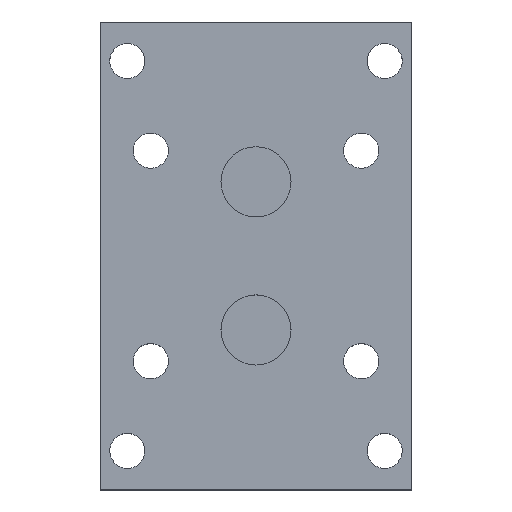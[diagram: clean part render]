
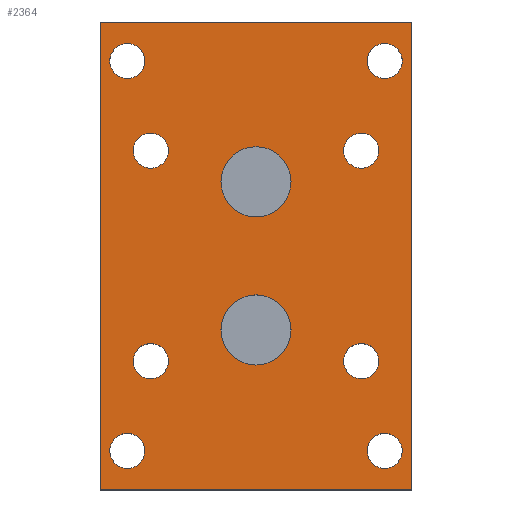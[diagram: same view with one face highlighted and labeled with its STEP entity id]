
A CAD part, top view. The second image highlights one B-rep face of the part: STEP entity #2364.
In plain terms, the highlighted planar face has unit normal (0, 0, 1).
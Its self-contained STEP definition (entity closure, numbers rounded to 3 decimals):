
#42=CIRCLE('',#2458,4.5);
#43=CIRCLE('',#2460,4.5);
#44=CIRCLE('',#2462,4.5);
#45=CIRCLE('',#2464,4.5);
#46=CIRCLE('',#2466,4.5);
#49=CIRCLE('',#2473,4.5);
#50=CIRCLE('',#2474,4.5);
#51=CIRCLE('',#2475,4.5);
#52=CIRCLE('',#2476,9.);
#53=CIRCLE('',#2477,9.);
#93=FACE_BOUND('',#524,.T.);
#94=FACE_BOUND('',#525,.T.);
#95=FACE_BOUND('',#526,.T.);
#96=FACE_BOUND('',#527,.T.);
#97=FACE_BOUND('',#528,.T.);
#98=FACE_BOUND('',#529,.T.);
#99=FACE_BOUND('',#530,.T.);
#100=FACE_BOUND('',#531,.T.);
#101=FACE_BOUND('',#532,.T.);
#102=FACE_BOUND('',#533,.T.);
#248=PLANE('',#2472);
#367=FACE_OUTER_BOUND('',#523,.T.);
#523=EDGE_LOOP('',(#2149,#2150,#2151,#2152));
#524=EDGE_LOOP('',(#2153));
#525=EDGE_LOOP('',(#2154));
#526=EDGE_LOOP('',(#2155));
#527=EDGE_LOOP('',(#2156));
#528=EDGE_LOOP('',(#2157));
#529=EDGE_LOOP('',(#2158));
#530=EDGE_LOOP('',(#2159));
#531=EDGE_LOOP('',(#2160));
#532=EDGE_LOOP('',(#2161));
#533=EDGE_LOOP('',(#2162));
#763=LINE('',#4106,#958);
#764=LINE('',#4108,#959);
#765=LINE('',#4110,#960);
#766=LINE('',#4111,#961);
#958=VECTOR('',#2868,80.);
#959=VECTOR('',#2869,120.);
#960=VECTOR('',#2870,80.);
#961=VECTOR('',#2871,120.);
#1242=VERTEX_POINT('',#4082);
#1243=VERTEX_POINT('',#4085);
#1244=VERTEX_POINT('',#4088);
#1245=VERTEX_POINT('',#4091);
#1246=VERTEX_POINT('',#4094);
#1249=VERTEX_POINT('',#4104);
#1250=VERTEX_POINT('',#4105);
#1251=VERTEX_POINT('',#4107);
#1252=VERTEX_POINT('',#4109);
#1253=VERTEX_POINT('',#4112);
#1254=VERTEX_POINT('',#4114);
#1255=VERTEX_POINT('',#4116);
#1256=VERTEX_POINT('',#4118);
#1257=VERTEX_POINT('',#4120);
#1553=EDGE_CURVE('',#1242,#1242,#42,.T.);
#1554=EDGE_CURVE('',#1243,#1243,#43,.T.);
#1555=EDGE_CURVE('',#1244,#1244,#44,.T.);
#1556=EDGE_CURVE('',#1245,#1245,#45,.T.);
#1557=EDGE_CURVE('',#1246,#1246,#46,.T.);
#1560=EDGE_CURVE('',#1249,#1250,#763,.T.);
#1561=EDGE_CURVE('',#1250,#1251,#764,.T.);
#1562=EDGE_CURVE('',#1251,#1252,#765,.T.);
#1563=EDGE_CURVE('',#1252,#1249,#766,.T.);
#1564=EDGE_CURVE('',#1253,#1253,#49,.T.);
#1565=EDGE_CURVE('',#1254,#1254,#50,.T.);
#1566=EDGE_CURVE('',#1255,#1255,#51,.T.);
#1567=EDGE_CURVE('',#1256,#1256,#52,.T.);
#1568=EDGE_CURVE('',#1257,#1257,#53,.T.);
#2149=ORIENTED_EDGE('',*,*,#1560,.T.);
#2150=ORIENTED_EDGE('',*,*,#1561,.T.);
#2151=ORIENTED_EDGE('',*,*,#1562,.T.);
#2152=ORIENTED_EDGE('',*,*,#1563,.T.);
#2153=ORIENTED_EDGE('',*,*,#1553,.T.);
#2154=ORIENTED_EDGE('',*,*,#1554,.T.);
#2155=ORIENTED_EDGE('',*,*,#1555,.T.);
#2156=ORIENTED_EDGE('',*,*,#1556,.T.);
#2157=ORIENTED_EDGE('',*,*,#1557,.T.);
#2158=ORIENTED_EDGE('',*,*,#1564,.T.);
#2159=ORIENTED_EDGE('',*,*,#1565,.T.);
#2160=ORIENTED_EDGE('',*,*,#1566,.T.);
#2161=ORIENTED_EDGE('',*,*,#1567,.T.);
#2162=ORIENTED_EDGE('',*,*,#1568,.T.);
#2364=ADVANCED_FACE('',(#367,#93,#94,#95,#96,#97,#98,#99,#100,#101,#102),
#248,.T.);
#2458=AXIS2_PLACEMENT_3D('',#4083,#2838,#2839);
#2460=AXIS2_PLACEMENT_3D('',#4086,#2842,#2843);
#2462=AXIS2_PLACEMENT_3D('',#4089,#2846,#2847);
#2464=AXIS2_PLACEMENT_3D('',#4092,#2850,#2851);
#2466=AXIS2_PLACEMENT_3D('',#4095,#2854,#2855);
#2472=AXIS2_PLACEMENT_3D('',#4103,#2866,#2867);
#2473=AXIS2_PLACEMENT_3D('',#4113,#2872,#2873);
#2474=AXIS2_PLACEMENT_3D('',#4115,#2874,#2875);
#2475=AXIS2_PLACEMENT_3D('',#4117,#2876,#2877);
#2476=AXIS2_PLACEMENT_3D('',#4119,#2878,#2879);
#2477=AXIS2_PLACEMENT_3D('',#4121,#2880,#2881);
#2838=DIRECTION('center_axis',(0.,0.,-1.));
#2839=DIRECTION('ref_axis',(1.,0.,0.));
#2842=DIRECTION('center_axis',(0.,0.,-1.));
#2843=DIRECTION('ref_axis',(1.,0.,0.));
#2846=DIRECTION('center_axis',(0.,0.,-1.));
#2847=DIRECTION('ref_axis',(1.,0.,0.));
#2850=DIRECTION('center_axis',(0.,0.,-1.));
#2851=DIRECTION('ref_axis',(1.,0.,0.));
#2854=DIRECTION('center_axis',(0.,0.,-1.));
#2855=DIRECTION('ref_axis',(1.,0.,0.));
#2866=DIRECTION('center_axis',(0.,0.,1.));
#2867=DIRECTION('ref_axis',(-1.,0.,0.));
#2868=DIRECTION('',(1.,0.,0.));
#2869=DIRECTION('',(0.,1.,0.));
#2870=DIRECTION('',(-1.,0.,0.));
#2871=DIRECTION('',(0.,-1.,0.));
#2872=DIRECTION('center_axis',(0.,0.,-1.));
#2873=DIRECTION('ref_axis',(1.,0.,0.));
#2874=DIRECTION('center_axis',(0.,0.,-1.));
#2875=DIRECTION('ref_axis',(1.,0.,0.));
#2876=DIRECTION('center_axis',(0.,0.,-1.));
#2877=DIRECTION('ref_axis',(1.,0.,0.));
#2878=DIRECTION('center_axis',(0.,0.,-1.));
#2879=DIRECTION('ref_axis',(1.,0.,0.));
#2880=DIRECTION('center_axis',(0.,0.,-1.));
#2881=DIRECTION('ref_axis',(1.,0.,0.));
#4082=CARTESIAN_POINT('',(307.5,110.,70.));
#4083=CARTESIAN_POINT('Origin',(303.,110.,70.));
#4085=CARTESIAN_POINT('',(241.5,110.,70.));
#4086=CARTESIAN_POINT('Origin',(237.,110.,70.));
#4088=CARTESIAN_POINT('',(307.5,10.,70.));
#4089=CARTESIAN_POINT('Origin',(303.,10.,70.));
#4091=CARTESIAN_POINT('',(241.5,10.,70.));
#4092=CARTESIAN_POINT('Origin',(237.,10.,70.));
#4094=CARTESIAN_POINT('',(247.5,33.,70.));
#4095=CARTESIAN_POINT('Origin',(243.,33.,70.));
#4103=CARTESIAN_POINT('Origin',(230.,0.,70.));
#4104=CARTESIAN_POINT('',(230.,0.,70.));
#4105=CARTESIAN_POINT('',(310.,0.,70.));
#4106=CARTESIAN_POINT('',(230.,0.,70.));
#4107=CARTESIAN_POINT('',(310.,120.,70.));
#4108=CARTESIAN_POINT('',(310.,0.,70.));
#4109=CARTESIAN_POINT('',(230.,120.,70.));
#4110=CARTESIAN_POINT('',(310.,120.,70.));
#4111=CARTESIAN_POINT('',(230.,120.,70.));
#4112=CARTESIAN_POINT('',(301.5,33.,70.));
#4113=CARTESIAN_POINT('Origin',(297.,33.,70.));
#4114=CARTESIAN_POINT('',(247.5,87.,70.));
#4115=CARTESIAN_POINT('Origin',(243.,87.,70.));
#4116=CARTESIAN_POINT('',(301.5,87.,70.));
#4117=CARTESIAN_POINT('Origin',(297.,87.,70.));
#4118=CARTESIAN_POINT('',(279.,41.,70.));
#4119=CARTESIAN_POINT('Origin',(270.,41.,70.));
#4120=CARTESIAN_POINT('',(279.,79.,70.));
#4121=CARTESIAN_POINT('Origin',(270.,79.,70.));
